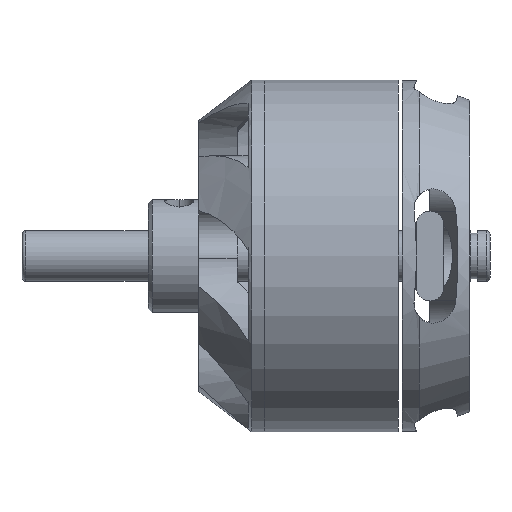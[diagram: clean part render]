
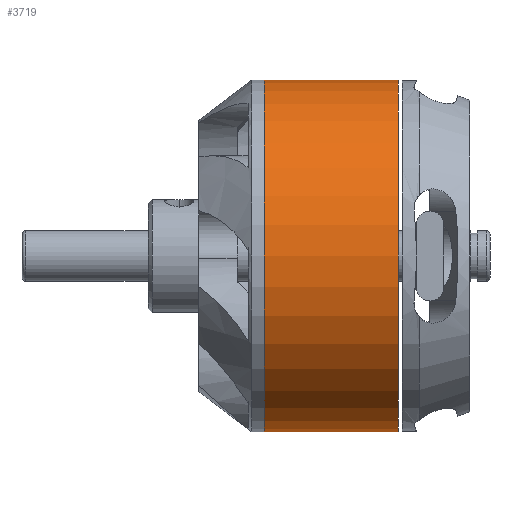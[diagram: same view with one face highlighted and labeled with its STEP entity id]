
A CAD part, left-side view. The second image highlights one B-rep face of the part: STEP entity #3719.
In plain terms, the highlighted cylindrical face has radius 13.9 mm (diameter 27.8 mm), a partial arc.
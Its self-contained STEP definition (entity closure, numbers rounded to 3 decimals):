
#216 = CARTESIAN_POINT ( 'NONE',  ( 0., 16.239, 0. ) ) ;
#327 = VERTEX_POINT ( 'NONE', #3446 ) ;
#797 = ORIENTED_EDGE ( 'NONE', *, *, #4455, .T. ) ;
#836 = EDGE_CURVE ( 'NONE', #1006, #3805, #1477, .T. ) ;
#939 = DIRECTION ( 'NONE',  ( 0., -1., 0. ) ) ;
#958 = DIRECTION ( 'NONE',  ( 0., -1., 0. ) ) ;
#1006 = VERTEX_POINT ( 'NONE', #2920 ) ;
#1299 = EDGE_CURVE ( 'NONE', #327, #4974, #2061, .T. ) ;
#1394 = DIRECTION ( 'NONE',  ( 0., 0., -1. ) ) ;
#1477 = LINE ( 'NONE', #3357, #4072 ) ;
#1579 = CARTESIAN_POINT ( 'NONE',  ( 0., 5.639, 13.9 ) ) ;
#1825 = CARTESIAN_POINT ( 'NONE',  ( 0., 5.639, 0. ) ) ;
#2061 = LINE ( 'NONE', #3138, #3086 ) ;
#2343 = DIRECTION ( 'NONE',  ( 0., 0., 1. ) ) ;
#2889 = AXIS2_PLACEMENT_3D ( 'NONE', #216, #5686, #4839 ) ;
#2920 = CARTESIAN_POINT ( 'NONE',  ( 0., 16.239, 13.9 ) ) ;
#3029 = EDGE_CURVE ( 'NONE', #327, #1006, #5064, .T. ) ;
#3086 = VECTOR ( 'NONE', #958, 1000. ) ;
#3090 = ORIENTED_EDGE ( 'NONE', *, *, #836, .F. ) ;
#3138 = CARTESIAN_POINT ( 'NONE',  ( 0., 16.239, -13.9 ) ) ;
#3357 = CARTESIAN_POINT ( 'NONE',  ( 0., 16.239, 13.9 ) ) ;
#3380 = FACE_OUTER_BOUND ( 'NONE', #6143, .T. ) ;
#3391 = CIRCLE ( 'NONE', #4575, 13.9 ) ;
#3446 = CARTESIAN_POINT ( 'NONE',  ( 0., 16.239, -13.9 ) ) ;
#3623 = AXIS2_PLACEMENT_3D ( 'NONE', #5318, #939, #1394 ) ;
#3719 = ADVANCED_FACE ( 'NONE', ( #3380 ), #4224, .T. ) ;
#3805 = VERTEX_POINT ( 'NONE', #1579 ) ;
#3982 = ORIENTED_EDGE ( 'NONE', *, *, #1299, .T. ) ;
#4072 = VECTOR ( 'NONE', #4271, 1000. ) ;
#4224 = CYLINDRICAL_SURFACE ( 'NONE', #3623, 13.9 ) ;
#4271 = DIRECTION ( 'NONE',  ( 0., -1., 0. ) ) ;
#4455 = EDGE_CURVE ( 'NONE', #4974, #3805, #3391, .T. ) ;
#4575 = AXIS2_PLACEMENT_3D ( 'NONE', #1825, #5312, #2343 ) ;
#4839 = DIRECTION ( 'NONE',  ( 0., 0., 1. ) ) ;
#4974 = VERTEX_POINT ( 'NONE', #6138 ) ;
#5035 = ORIENTED_EDGE ( 'NONE', *, *, #3029, .F. ) ;
#5064 = CIRCLE ( 'NONE', #2889, 13.9 ) ;
#5312 = DIRECTION ( 'NONE',  ( 0., 1., 0. ) ) ;
#5318 = CARTESIAN_POINT ( 'NONE',  ( 0., 16.239, 0. ) ) ;
#5686 = DIRECTION ( 'NONE',  ( 0., 1., 0. ) ) ;
#6138 = CARTESIAN_POINT ( 'NONE',  ( 0., 5.639, -13.9 ) ) ;
#6143 = EDGE_LOOP ( 'NONE', ( #3090, #5035, #3982, #797 ) ) ;
